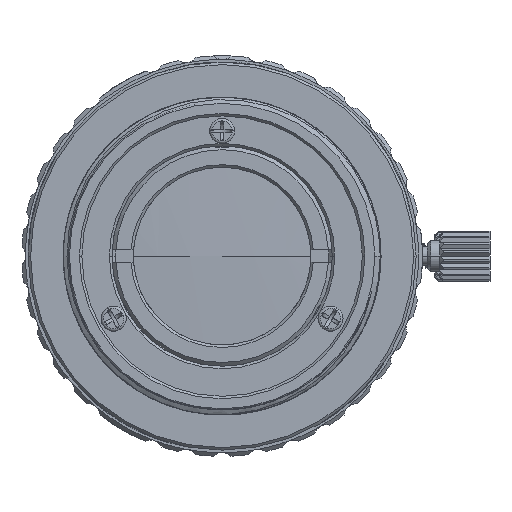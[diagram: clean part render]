
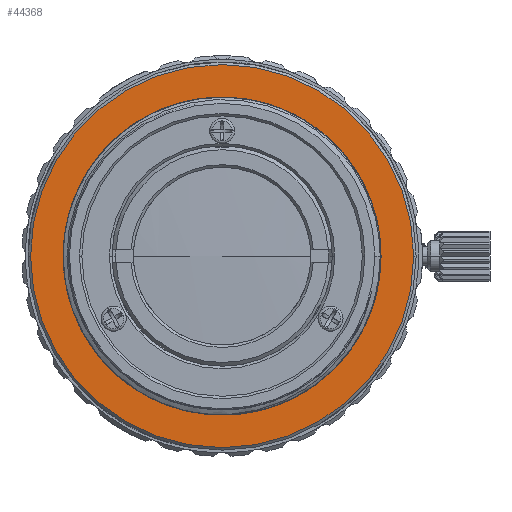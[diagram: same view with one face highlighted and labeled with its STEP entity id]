
A CAD part, front view. The second image highlights one B-rep face of the part: STEP entity #44368.
In plain terms, the highlighted planar face has unit normal (0, -1, 0).
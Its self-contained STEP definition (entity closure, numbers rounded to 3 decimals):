
#41333 = VERTEX_POINT('',#41334);
#41334 = CARTESIAN_POINT('',(-15.3,-17.851,0.));
#41340 = EDGE_CURVE('',#41333,#41341,#41343,.T.);
#41341 = VERTEX_POINT('',#41342);
#41342 = CARTESIAN_POINT('',(15.3,-17.851,0.));
#41343 = CIRCLE('',#41344,15.3);
#41344 = AXIS2_PLACEMENT_3D('',#41345,#41346,#41347);
#41345 = CARTESIAN_POINT('',(0.,-17.851,0.));
#41346 = DIRECTION('',(0.,1.,0.));
#41347 = DIRECTION('',(-1.,0.,0.));
#41363 = EDGE_CURVE('',#41341,#41333,#41364,.T.);
#41364 = CIRCLE('',#41365,15.3);
#41365 = AXIS2_PLACEMENT_3D('',#41366,#41367,#41368);
#41366 = CARTESIAN_POINT('',(0.,-17.851,0.));
#41367 = DIRECTION('',(-0.,1.,0.));
#41368 = DIRECTION('',(1.,0.,0.));
#44322 = EDGE_CURVE('',#44323,#44325,#44327,.T.);
#44323 = VERTEX_POINT('',#44324);
#44324 = CARTESIAN_POINT('',(12.2,-17.851,0.));
#44325 = VERTEX_POINT('',#44326);
#44326 = CARTESIAN_POINT('',(-12.2,-17.851,0.));
#44327 = CIRCLE('',#44328,12.2);
#44328 = AXIS2_PLACEMENT_3D('',#44329,#44330,#44331);
#44329 = CARTESIAN_POINT('',(0.,-17.851,0.));
#44330 = DIRECTION('',(0.,-1.,0.));
#44331 = DIRECTION('',(1.,0.,0.));
#44356 = EDGE_CURVE('',#44325,#44323,#44357,.T.);
#44357 = CIRCLE('',#44358,12.2);
#44358 = AXIS2_PLACEMENT_3D('',#44359,#44360,#44361);
#44359 = CARTESIAN_POINT('',(0.,-17.851,0.));
#44360 = DIRECTION('',(0.,-1.,0.));
#44361 = DIRECTION('',(-1.,0.,0.));
#44368 = ADVANCED_FACE('',(#44369,#44373),#44377,.T.);
#44369 = FACE_BOUND('',#44370,.F.);
#44370 = EDGE_LOOP('',(#44371,#44372));
#44371 = ORIENTED_EDGE('',*,*,#41340,.T.);
#44372 = ORIENTED_EDGE('',*,*,#41363,.T.);
#44373 = FACE_BOUND('',#44374,.F.);
#44374 = EDGE_LOOP('',(#44375,#44376));
#44375 = ORIENTED_EDGE('',*,*,#44356,.T.);
#44376 = ORIENTED_EDGE('',*,*,#44322,.T.);
#44377 = PLANE('',#44378);
#44378 = AXIS2_PLACEMENT_3D('',#44379,#44380,#44381);
#44379 = CARTESIAN_POINT('',(0.,-17.851,0.));
#44380 = DIRECTION('',(0.,-1.,0.));
#44381 = DIRECTION('',(-1.,0.,0.));
